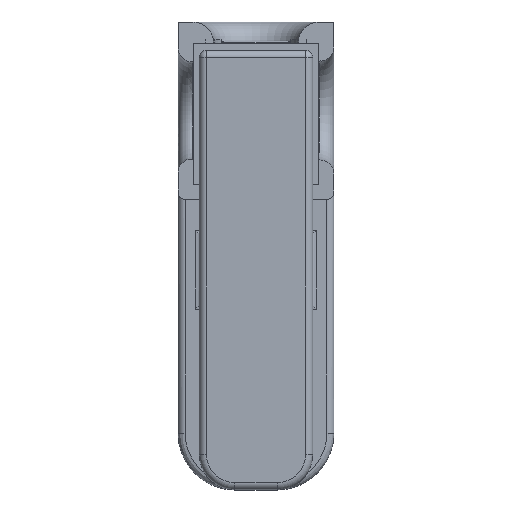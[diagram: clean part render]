
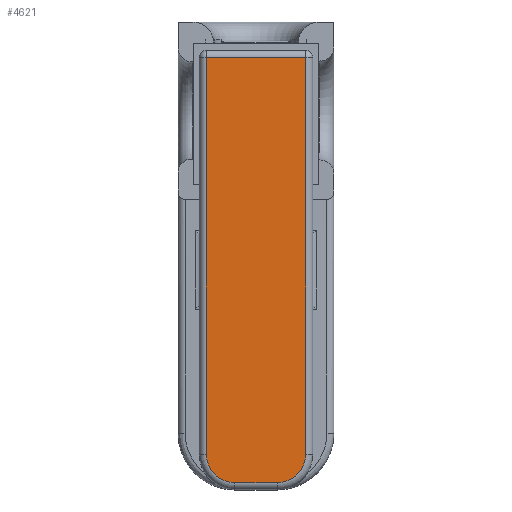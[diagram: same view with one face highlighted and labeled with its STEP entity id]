
A CAD part, top view. The second image highlights one B-rep face of the part: STEP entity #4621.
In plain terms, the highlighted planar face has unit normal (0, 0, 1).
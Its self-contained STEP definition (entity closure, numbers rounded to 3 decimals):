
#176=LINE('',#6954,#574);
#200=LINE('',#7041,#598);
#202=LINE('',#7048,#600);
#203=LINE('',#7053,#601);
#574=VECTOR('',#5531,10.);
#598=VECTOR('',#5627,10.);
#600=VECTOR('',#5635,10.);
#601=VECTOR('',#5640,10.);
#1135=FACE_OUTER_BOUND('',#1410,.T.);
#1410=EDGE_LOOP('',(#3295,#3296,#3297,#3298,#3299,#3300));
#1707=CIRCLE('',#4947,4.);
#1708=CIRCLE('',#4948,4.);
#1962=VERTEX_POINT('',#6951);
#1963=VERTEX_POINT('',#6953);
#1981=VERTEX_POINT('',#7040);
#1983=VERTEX_POINT('',#7046);
#1984=VERTEX_POINT('',#7050);
#1985=VERTEX_POINT('',#7052);
#2438=EDGE_CURVE('',#1962,#1963,#176,.T.);
#2478=EDGE_CURVE('',#1963,#1981,#200,.T.);
#2482=EDGE_CURVE('',#1983,#1962,#202,.T.);
#2483=EDGE_CURVE('',#1984,#1983,#1707,.T.);
#2484=EDGE_CURVE('',#1985,#1984,#203,.T.);
#2485=EDGE_CURVE('',#1981,#1985,#1708,.T.);
#3295=ORIENTED_EDGE('',*,*,#2438,.F.);
#3296=ORIENTED_EDGE('',*,*,#2482,.F.);
#3297=ORIENTED_EDGE('',*,*,#2483,.F.);
#3298=ORIENTED_EDGE('',*,*,#2484,.F.);
#3299=ORIENTED_EDGE('',*,*,#2485,.F.);
#3300=ORIENTED_EDGE('',*,*,#2478,.F.);
#4476=PLANE('',#4946);
#4621=ADVANCED_FACE('',(#1135),#4476,.T.);
#4946=AXIS2_PLACEMENT_3D('',#7049,#5636,#5637);
#4947=AXIS2_PLACEMENT_3D('',#7051,#5638,#5639);
#4948=AXIS2_PLACEMENT_3D('',#7054,#5641,#5642);
#5531=DIRECTION('',(1.,0.,0.));
#5627=DIRECTION('',(0.,-1.,0.));
#5635=DIRECTION('',(0.,1.,0.));
#5636=DIRECTION('center_axis',(0.,0.,1.));
#5637=DIRECTION('ref_axis',(0.,-1.,0.));
#5638=DIRECTION('center_axis',(0.,0.,-1.));
#5639=DIRECTION('ref_axis',(-0.707,-0.707,0.));
#5640=DIRECTION('',(-1.,0.,0.));
#5641=DIRECTION('center_axis',(0.,0.,-1.));
#5642=DIRECTION('ref_axis',(0.707,-0.707,0.));
#6951=CARTESIAN_POINT('',(-7.,37.971,7.247));
#6953=CARTESIAN_POINT('',(7.,37.971,7.247));
#6954=CARTESIAN_POINT('',(0.,37.971,7.247));
#7040=CARTESIAN_POINT('',(7.,-18.,7.247));
#7041=CARTESIAN_POINT('',(7.,11.553,7.247));
#7046=CARTESIAN_POINT('',(-7.,-18.,7.247));
#7048=CARTESIAN_POINT('',(-7.,11.553,7.247));
#7049=CARTESIAN_POINT('Origin',(0.,23.071,7.247));
#7050=CARTESIAN_POINT('',(-3.,-22.,7.247));
#7051=CARTESIAN_POINT('Origin',(-3.,-18.,7.247));
#7052=CARTESIAN_POINT('',(3.,-22.,7.247));
#7053=CARTESIAN_POINT('',(0.,-22.,7.247));
#7054=CARTESIAN_POINT('Origin',(3.,-18.,7.247));
